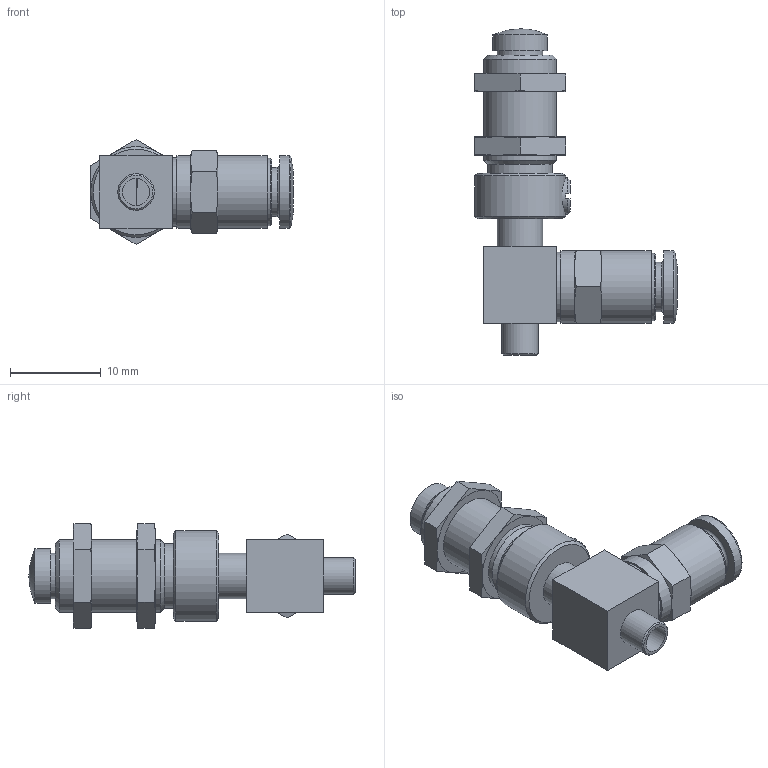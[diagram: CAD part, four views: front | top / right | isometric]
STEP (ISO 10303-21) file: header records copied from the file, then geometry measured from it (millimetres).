
FILE_DESCRIPTION(/* description */ ('STEP AP214'),/* implementation_level */ '2;1');
FILE_NAME(/* name */ '189233_ESH-HD-1-QS',/* time_stamp */ '2024-08-28T07:14:18+02:00',/* author */ ('License CC BY-ND 4.0'),/* organization */ ('CADENAS'),/* preprocessor_version */ 'ST-DEVELOPER v19.3',/* originating_system */ 'PARTsolutions',/* authorisation */ ' ');
FILE_SCHEMA (('AUTOMOTIVE_DESIGN {1 0 10303 214 3 1 1}'));
Length unit declared in the file: millimetre
Products named in the file (3): 189233 ESH-HD-1-QS---(0); 189233 ESH-HD-1-QS_part---(0); 130516 ESHM-M8x0.75
Assembly tree (3 placements, depth 2):
  189233 ESH-HD-1-QS---(0)
    189233 ESH-HD-1-QS_part---(0)
    130516 ESHM-M8x0.75  x2
Bounding box: 22.3 x 35.9 x 11.55 mm (x, y, z)
Volume: 2253.5 mm3; surface area: 2297.8 mm2
Topology: 3 solids, 3 shells, 116 faces, 246 edges, 147 vertices
Faces by surface type: cone 49, plane 44, cylinder 19, torus 3, sphere 1
Full cylindrical faces by diameter (mm): 3 x2, 4 x3, 5 x2, 5.4 x1, 6 x1, 7.08 x1, 7.188 x2, 7.4 x1, 7.6 x1, 8 x4, 10 x1
Entity records: 2882 total; most frequent: CARTESIAN_POINT 533, DIRECTION 372, ORIENTED_EDGE 316, AXIS2_PLACEMENT_3D 170, EDGE_CURVE 158, EDGE_LOOP 140, FACE_BOUND 140, VERTEX_POINT 112
